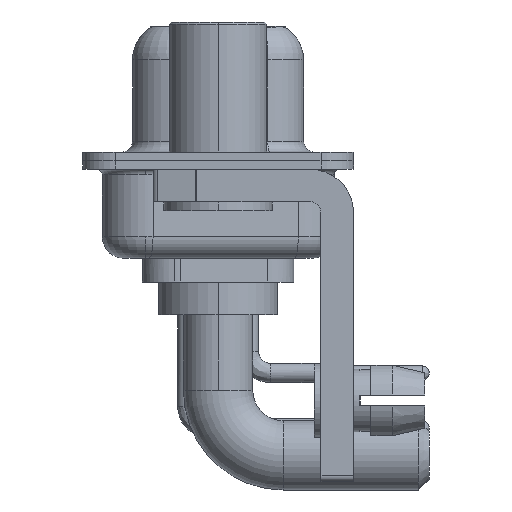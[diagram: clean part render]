
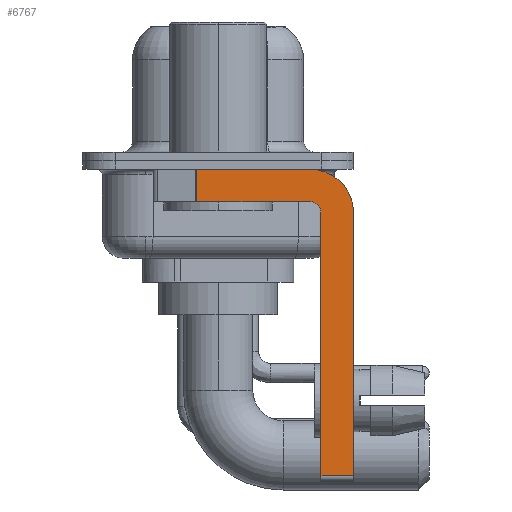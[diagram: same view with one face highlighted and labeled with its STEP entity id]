
A CAD part, left-side view. The second image highlights one B-rep face of the part: STEP entity #6767.
In plain terms, the highlighted planar face has unit normal (-1, 0, 0).
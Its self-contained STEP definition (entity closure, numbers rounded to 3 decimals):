
#168 = VERTEX_POINT ( 'NONE', #4315 ) ;
#271 = AXIS2_PLACEMENT_3D ( 'NONE', #7038, #2418, #15046 ) ;
#337 = EDGE_CURVE ( 'NONE', #13342, #3332, #19457, .T. ) ;
#549 = CARTESIAN_POINT ( 'NONE',  ( -2.9, 3., -0.4 ) ) ;
#1010 = VECTOR ( 'NONE', #9387, 1000. ) ;
#1254 = VECTOR ( 'NONE', #7831, 1000. ) ;
#1995 = CARTESIAN_POINT ( 'NONE',  ( -2.9, -4.25, -14.55 ) ) ;
#2077 = CARTESIAN_POINT ( 'NONE',  ( -2.9, 0.978, -1.9 ) ) ;
#2280 = CARTESIAN_POINT ( 'NONE',  ( -2.9, -4.75, -14.55 ) ) ;
#2418 = DIRECTION ( 'NONE',  ( 1., 0., 0. ) ) ;
#2456 = ORIENTED_EDGE ( 'NONE', *, *, #10724, .F. ) ;
#2986 = CARTESIAN_POINT ( 'NONE',  ( -2.9, -4.25, -2.4 ) ) ;
#3079 = LINE ( 'NONE', #6223, #1010 ) ;
#3332 = VERTEX_POINT ( 'NONE', #13239 ) ;
#3488 = VERTEX_POINT ( 'NONE', #13871 ) ;
#3507 = VERTEX_POINT ( 'NONE', #20205 ) ;
#3531 = CARTESIAN_POINT ( 'NONE',  ( -2.9, 0.978, -0.4 ) ) ;
#3727 = VERTEX_POINT ( 'NONE', #3531 ) ;
#3730 = VECTOR ( 'NONE', #14725, 1000. ) ;
#4031 = DIRECTION ( 'NONE',  ( 1., 0., 0. ) ) ;
#4312 = ORIENTED_EDGE ( 'NONE', *, *, #5647, .T. ) ;
#4315 = CARTESIAN_POINT ( 'NONE',  ( -2.9, -6.25, -14.55 ) ) ;
#4717 = CARTESIAN_POINT ( 'NONE',  ( -2.9, -4.75, -14.8 ) ) ;
#5060 = VECTOR ( 'NONE', #12754, 1000. ) ;
#5306 = CIRCLE ( 'NONE', #271, 2. ) ;
#5385 = DIRECTION ( 'NONE',  ( 0., -1., 0. ) ) ;
#5647 = EDGE_CURVE ( 'NONE', #13342, #168, #9242, .T. ) ;
#5984 = ORIENTED_EDGE ( 'NONE', *, *, #337, .F. ) ;
#6223 = CARTESIAN_POINT ( 'NONE',  ( -2.9, -6.25, -2.4 ) ) ;
#6767 = ADVANCED_FACE ( 'NONE', ( #14986 ), #6978, .F. ) ;
#6978 = PLANE ( 'NONE',  #17400 ) ;
#7038 = CARTESIAN_POINT ( 'NONE',  ( -2.9, -4.25, -2.4 ) ) ;
#7497 = VERTEX_POINT ( 'NONE', #2077 ) ;
#7579 = CARTESIAN_POINT ( 'NONE',  ( -2.9, 0.978, -1.9 ) ) ;
#7831 = DIRECTION ( 'NONE',  ( 0., 1., 0. ) ) ;
#7928 = ORIENTED_EDGE ( 'NONE', *, *, #11331, .F. ) ;
#8445 = DIRECTION ( 'NONE',  ( -1., 0., 0. ) ) ;
#8451 = ORIENTED_EDGE ( 'NONE', *, *, #20813, .F. ) ;
#8476 = VECTOR ( 'NONE', #19261, 1000. ) ;
#8545 = ORIENTED_EDGE ( 'NONE', *, *, #12878, .F. ) ;
#9242 = LINE ( 'NONE', #1995, #3730 ) ;
#9387 = DIRECTION ( 'NONE',  ( 0., 0., -1. ) ) ;
#9486 = CIRCLE ( 'NONE', #18938, 0.5 ) ;
#10724 = EDGE_CURVE ( 'NONE', #3488, #7497, #20394, .T. ) ;
#11331 = EDGE_CURVE ( 'NONE', #3727, #3507, #18247, .T. ) ;
#12029 = DIRECTION ( 'NONE',  ( 0., 0., -1. ) ) ;
#12754 = DIRECTION ( 'NONE',  ( 0., 0., -1. ) ) ;
#12878 = EDGE_CURVE ( 'NONE', #12945, #168, #3079, .T. ) ;
#12945 = VERTEX_POINT ( 'NONE', #19405 ) ;
#13239 = CARTESIAN_POINT ( 'NONE',  ( -2.9, -4.75, -2.4 ) ) ;
#13342 = VERTEX_POINT ( 'NONE', #2280 ) ;
#13871 = CARTESIAN_POINT ( 'NONE',  ( -2.9, -4.25, -1.9 ) ) ;
#13990 = EDGE_CURVE ( 'NONE', #3727, #7497, #19210, .T. ) ;
#14182 = CARTESIAN_POINT ( 'NONE',  ( -2.9, -4.25, -1.9 ) ) ;
#14478 = ORIENTED_EDGE ( 'NONE', *, *, #13990, .T. ) ;
#14725 = DIRECTION ( 'NONE',  ( 0., -1., 0. ) ) ;
#14781 = DIRECTION ( 'NONE',  ( 0., 0., 1. ) ) ;
#14986 = FACE_OUTER_BOUND ( 'NONE', #15436, .T. ) ;
#15046 = DIRECTION ( 'NONE',  ( 0., 0., -1. ) ) ;
#15436 = EDGE_LOOP ( 'NONE', ( #7928, #14478, #2456, #16680, #5984, #4312, #8545, #8451 ) ) ;
#16680 = ORIENTED_EDGE ( 'NONE', *, *, #17591, .F. ) ;
#16728 = VECTOR ( 'NONE', #5385, 1000. ) ;
#17400 = AXIS2_PLACEMENT_3D ( 'NONE', #19850, #4031, #12029 ) ;
#17591 = EDGE_CURVE ( 'NONE', #3332, #3488, #9486, .T. ) ;
#18247 = LINE ( 'NONE', #549, #16728 ) ;
#18938 = AXIS2_PLACEMENT_3D ( 'NONE', #2986, #8445, #14781 ) ;
#19210 = LINE ( 'NONE', #7579, #5060 ) ;
#19261 = DIRECTION ( 'NONE',  ( 0., 0., 1. ) ) ;
#19405 = CARTESIAN_POINT ( 'NONE',  ( -2.9, -6.25, -2.4 ) ) ;
#19457 = LINE ( 'NONE', #4717, #8476 ) ;
#19850 = CARTESIAN_POINT ( 'NONE',  ( -2.9, -4.25, -2.4 ) ) ;
#20205 = CARTESIAN_POINT ( 'NONE',  ( -2.9, -4.25, -0.4 ) ) ;
#20394 = LINE ( 'NONE', #14182, #1254 ) ;
#20813 = EDGE_CURVE ( 'NONE', #3507, #12945, #5306, .T. ) ;
